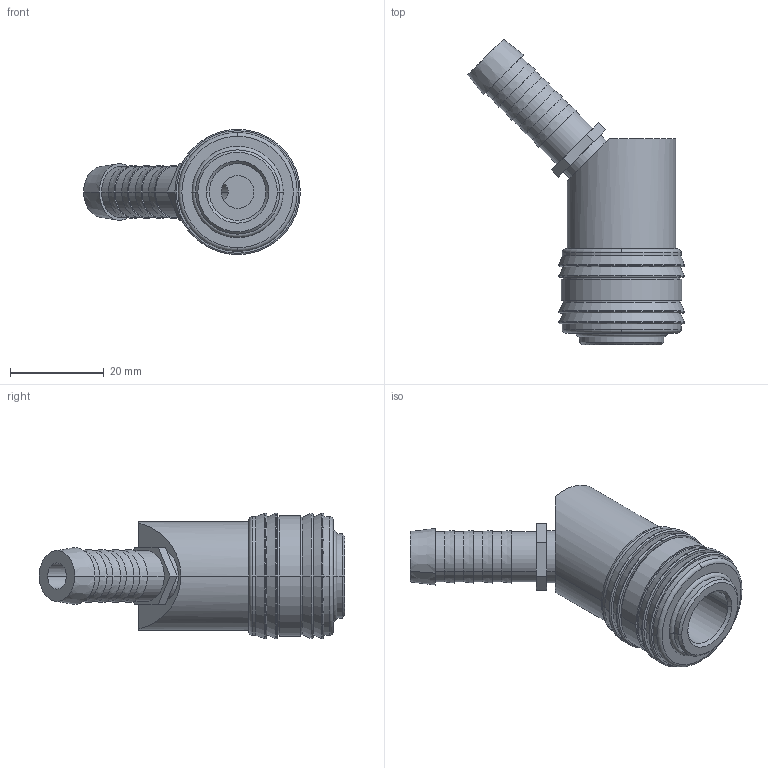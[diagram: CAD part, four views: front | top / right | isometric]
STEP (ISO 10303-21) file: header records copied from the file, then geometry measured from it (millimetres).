
FILE_DESCRIPTION(('STEP AP214'),'1');
FILE_NAME('es_9_t-45.stp','2020-03-05T08:44:19',('TraceParts'),('TraceParts S.A.'),'Spatial InterOp 3D',' ',' ');
FILE_SCHEMA(('automotive_design'));
Length unit declared in the file: millimetre
Products named in the file (1): 1
Bounding box: 46.28 x 65.32 x 26.8 mm (x, y, z)
Volume: 18486 mm3; surface area: 7454.2 mm2
Topology: 1 solids, 1 shells, 103 faces, 232 edges, 148 vertices
Faces by surface type: cylinder 32, plane 27, torus 22, cone 22
Entity records: 3881 total; most frequent: DIRECTION 595, CARTESIAN_POINT 582, ORIENTED_EDGE 464, AXIS2_PLACEMENT_3D 261, EDGE_CURVE 232, CIRCLE 153, VERTEX_POINT 148, EDGE_LOOP 122
